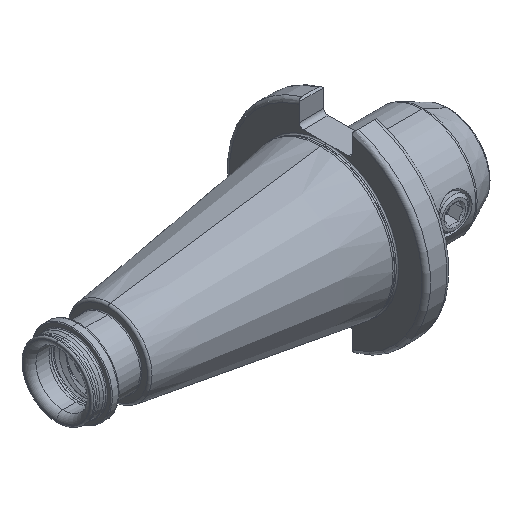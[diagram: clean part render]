
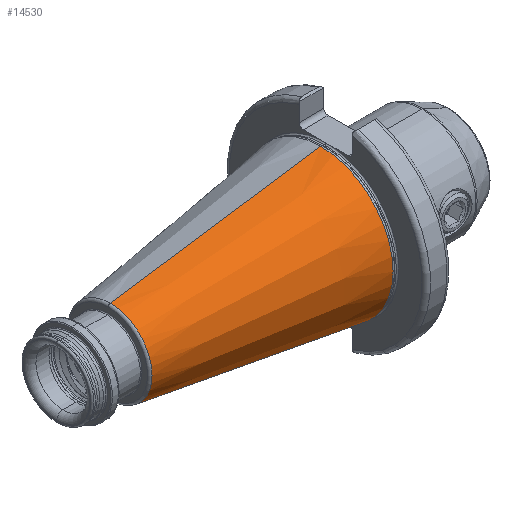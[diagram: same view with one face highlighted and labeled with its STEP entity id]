
A CAD part, isometric view. The second image highlights one B-rep face of the part: STEP entity #14530.
In plain terms, the highlighted conical face has half-angle 8.297 degrees and reference radius 35.027 mm.
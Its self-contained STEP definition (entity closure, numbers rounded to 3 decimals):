
#99 = EDGE_LOOP ( 'NONE', ( #15147, #15132, #15172, #15073 ) ) ;
#925 = FACE_OUTER_BOUND ( 'NONE', #99, .T. ) ;
#990 = CONICAL_SURFACE ( 'NONE', #1995, 35.027, 0.145 ) ;
#1995 = AXIS2_PLACEMENT_3D ( 'NONE', #8789, #8794, #8786 ) ;
#2078 = EDGE_CURVE ( 'NONE', #15596, #14391, #14340, .T. ) ;
#2138 = EDGE_CURVE ( 'NONE', #15594, #14385, #8884, .T. ) ;
#2331 = EDGE_CURVE ( 'NONE', #14385, #14391, #14733, .T. ) ;
#2376 = EDGE_CURVE ( 'NONE', #15594, #15596, #11090, .T. ) ;
#2534 = AXIS2_PLACEMENT_3D ( 'NONE', #3375, #3379, #3376 ) ;
#2575 = AXIS2_PLACEMENT_3D ( 'NONE', #3247, #3211, #3250 ) ;
#3211 = DIRECTION ( 'NONE',  ( -1., 0., 0. ) ) ;
#3247 = CARTESIAN_POINT ( 'NONE',  ( -110.123, 0., 0. ) ) ;
#3250 = DIRECTION ( 'NONE',  ( 0., 0., 1. ) ) ;
#3375 = CARTESIAN_POINT ( 'NONE',  ( -8.5, 0., 0. ) ) ;
#3376 = DIRECTION ( 'NONE',  ( 0., 0., 1. ) ) ;
#3379 = DIRECTION ( 'NONE',  ( -1., 0., 0. ) ) ;
#4949 = CARTESIAN_POINT ( 'NONE',  ( -110.123, 0., 20.207 ) ) ;
#4968 = CARTESIAN_POINT ( 'NONE',  ( -8.5, 0., 35.027 ) ) ;
#8786 = DIRECTION ( 'NONE',  ( 0., 0., -1. ) ) ;
#8789 = CARTESIAN_POINT ( 'NONE',  ( -8.5, 0., 0. ) ) ;
#8794 = DIRECTION ( 'NONE',  ( 1., 0., 0. ) ) ;
#8884 = CIRCLE ( 'NONE', #2575, 20.207 ) ;
#8943 = CARTESIAN_POINT ( 'NONE',  ( -8.5, 0., 35.027 ) ) ;
#9059 = DIRECTION ( 'NONE',  ( 0.99, 0., 0.144 ) ) ;
#9236 = CARTESIAN_POINT ( 'NONE',  ( -8.5, 0., -35.027 ) ) ;
#9272 = DIRECTION ( 'NONE',  ( 0.99, 0., -0.144 ) ) ;
#10922 = CARTESIAN_POINT ( 'NONE',  ( -110.123, 0., -20.207 ) ) ;
#10927 = CARTESIAN_POINT ( 'NONE',  ( -8.5, 0., -35.027 ) ) ;
#11090 = LINE ( 'NONE', #9236, #11092 ) ;
#11092 = VECTOR ( 'NONE', #9272, 1000. ) ;
#14340 = CIRCLE ( 'NONE', #2534, 35.027 ) ;
#14385 = VERTEX_POINT ( 'NONE', #4949 ) ;
#14391 = VERTEX_POINT ( 'NONE', #4968 ) ;
#14530 = ADVANCED_FACE ( 'NONE', ( #925 ), #990, .T. ) ;
#14733 = LINE ( 'NONE', #8943, #14734 ) ;
#14734 = VECTOR ( 'NONE', #9059, 1000. ) ;
#15073 = ORIENTED_EDGE ( 'NONE', *, *, #2078, .T. ) ;
#15132 = ORIENTED_EDGE ( 'NONE', *, *, #2138, .F. ) ;
#15147 = ORIENTED_EDGE ( 'NONE', *, *, #2331, .F. ) ;
#15172 = ORIENTED_EDGE ( 'NONE', *, *, #2376, .T. ) ;
#15594 = VERTEX_POINT ( 'NONE', #10922 ) ;
#15596 = VERTEX_POINT ( 'NONE', #10927 ) ;
